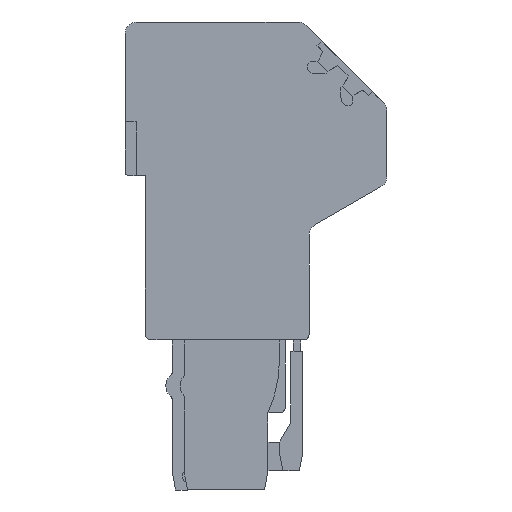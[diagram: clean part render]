
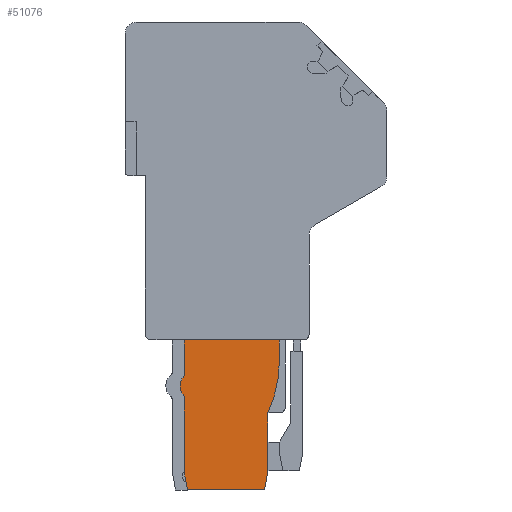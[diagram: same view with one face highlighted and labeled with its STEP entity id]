
A CAD part, left-side view. The second image highlights one B-rep face of the part: STEP entity #51076.
In plain terms, the highlighted planar face has unit normal (-1, 0, 0).
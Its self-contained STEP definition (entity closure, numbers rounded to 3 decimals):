
#50984=AXIS2_PLACEMENT_3D('Plane Axis2P3D',#50981,#50982,#50983) ;
#51004=AXIS2_PLACEMENT_3D('Circle Axis2P3D',#51002,#51003,$) ;
#51016=AXIS2_PLACEMENT_3D('Circle Axis2P3D',#51014,#51015,$) ;
#51023=AXIS2_PLACEMENT_3D('Circle Axis2P3D',#51021,#51022,$) ;
#51030=AXIS2_PLACEMENT_3D('Circle Axis2P3D',#51028,#51029,$) ;
#49166=CARTESIAN_POINT('Vertex',(0.69,17.75,13.15)) ;
#49169=CARTESIAN_POINT('Line Origine',(0.69,13.575,13.15)) ;
#49173=CARTESIAN_POINT('Vertex',(0.69,9.4,13.15)) ;
#50962=CARTESIAN_POINT('Line Origine',(0.69,17.75,11.619)) ;
#50966=CARTESIAN_POINT('Vertex',(0.69,17.75,10.089)) ;
#50981=CARTESIAN_POINT('Axis2P3D Location',(0.69,0.,0.)) ;
#50986=CARTESIAN_POINT('Line Origine',(0.69,10.55,0.851)) ;
#50990=CARTESIAN_POINT('Vertex',(0.69,10.7,0.)) ;
#50992=CARTESIAN_POINT('Vertex',(0.69,10.4,1.703)) ;
#50995=CARTESIAN_POINT('Line Origine',(0.69,10.4,4.229)) ;
#50999=CARTESIAN_POINT('Vertex',(0.69,10.4,6.755)) ;
#51002=CARTESIAN_POINT('Axis2P3D Location',(0.69,20.4,11.338)) ;
#51006=CARTESIAN_POINT('Vertex',(0.69,9.4,11.338)) ;
#51009=CARTESIAN_POINT('Line Origine',(0.69,9.4,12.244)) ;
#51014=CARTESIAN_POINT('Axis2P3D Location',(0.69,18.05,10.089)) ;
#51018=CARTESIAN_POINT('Vertex',(0.69,17.82,9.896)) ;
#51021=CARTESIAN_POINT('Axis2P3D Location',(0.69,16.9,9.126)) ;
#51025=CARTESIAN_POINT('Vertex',(0.69,17.82,8.355)) ;
#51028=CARTESIAN_POINT('Axis2P3D Location',(0.69,18.05,8.162)) ;
#51032=CARTESIAN_POINT('Vertex',(0.69,17.75,8.162)) ;
#51035=CARTESIAN_POINT('Line Origine',(0.69,17.75,4.88)) ;
#51039=CARTESIAN_POINT('Vertex',(0.69,17.75,1.597)) ;
#51042=CARTESIAN_POINT('Line Origine',(0.69,17.662,1.132)) ;
#51046=CARTESIAN_POINT('Vertex',(0.69,17.574,0.666)) ;
#51049=CARTESIAN_POINT('Line Origine',(0.69,17.515,0.333)) ;
#51053=CARTESIAN_POINT('Vertex',(0.69,17.456,0.)) ;
#51056=CARTESIAN_POINT('Line Origine',(0.69,14.078,0.)) ;
#49170=DIRECTION('Vector Direction',(0.,-1.,0.)) ;
#50963=DIRECTION('Vector Direction',(0.,0.,-1.)) ;
#50982=DIRECTION('Axis2P3D Direction',(1.,-0.,0.)) ;
#50983=DIRECTION('Axis2P3D XDirection',(0.,0.,-1.)) ;
#50987=DIRECTION('Vector Direction',(0.,-0.173,0.985)) ;
#50996=DIRECTION('Vector Direction',(0.,0.,-1.)) ;
#51003=DIRECTION('Axis2P3D Direction',(1.,-0.,0.)) ;
#51010=DIRECTION('Vector Direction',(0.,0.,1.)) ;
#51015=DIRECTION('Axis2P3D Direction',(1.,-0.,0.)) ;
#51022=DIRECTION('Axis2P3D Direction',(1.,-0.,0.)) ;
#51029=DIRECTION('Axis2P3D Direction',(1.,-0.,0.)) ;
#51036=DIRECTION('Vector Direction',(0.,0.,-1.)) ;
#51043=DIRECTION('Vector Direction',(0.,-0.186,-0.983)) ;
#51050=DIRECTION('Vector Direction',(0.,-0.174,-0.985)) ;
#51057=DIRECTION('Vector Direction',(0.,1.,0.)) ;
#49171=VECTOR('Line Direction',#49170,1.) ;
#50964=VECTOR('Line Direction',#50963,1.) ;
#50988=VECTOR('Line Direction',#50987,1.) ;
#50997=VECTOR('Line Direction',#50996,1.) ;
#51011=VECTOR('Line Direction',#51010,1.) ;
#51037=VECTOR('Line Direction',#51036,1.) ;
#51044=VECTOR('Line Direction',#51043,1.) ;
#51051=VECTOR('Line Direction',#51050,1.) ;
#51058=VECTOR('Line Direction',#51057,1.) ;
#51062=ORIENTED_EDGE('',*,*,#50994,.T.) ;
#51063=ORIENTED_EDGE('',*,*,#51001,.F.) ;
#51064=ORIENTED_EDGE('',*,*,#51008,.F.) ;
#51065=ORIENTED_EDGE('',*,*,#51013,.T.) ;
#51066=ORIENTED_EDGE('',*,*,#49175,.F.) ;
#51067=ORIENTED_EDGE('',*,*,#50968,.T.) ;
#51068=ORIENTED_EDGE('',*,*,#51020,.T.) ;
#51069=ORIENTED_EDGE('',*,*,#51027,.F.) ;
#51070=ORIENTED_EDGE('',*,*,#51034,.T.) ;
#51071=ORIENTED_EDGE('',*,*,#51041,.T.) ;
#51072=ORIENTED_EDGE('',*,*,#51048,.T.) ;
#51073=ORIENTED_EDGE('',*,*,#51055,.T.) ;
#51074=ORIENTED_EDGE('',*,*,#51060,.F.) ;
#51076=ADVANCED_FACE('V1',(#51075),#50985,.F.) ;
#51005=CIRCLE('generated circle',#51004,11.) ;
#51017=CIRCLE('generated circle',#51016,0.3) ;
#51024=CIRCLE('generated circle',#51023,1.2) ;
#51031=CIRCLE('generated circle',#51030,0.3) ;
#49175=EDGE_CURVE('',#49167,#49174,#49172,.T.) ;
#50968=EDGE_CURVE('',#49167,#50967,#50965,.T.) ;
#50994=EDGE_CURVE('',#50991,#50993,#50989,.T.) ;
#51001=EDGE_CURVE('',#51000,#50993,#50998,.T.) ;
#51008=EDGE_CURVE('',#51007,#51000,#51005,.T.) ;
#51013=EDGE_CURVE('',#51007,#49174,#51012,.T.) ;
#51020=EDGE_CURVE('',#50967,#51019,#51017,.T.) ;
#51027=EDGE_CURVE('',#51026,#51019,#51024,.T.) ;
#51034=EDGE_CURVE('',#51026,#51033,#51031,.T.) ;
#51041=EDGE_CURVE('',#51033,#51040,#51038,.T.) ;
#51048=EDGE_CURVE('',#51040,#51047,#51045,.T.) ;
#51055=EDGE_CURVE('',#51047,#51054,#51052,.T.) ;
#51060=EDGE_CURVE('',#50991,#51054,#51059,.T.) ;
#51061=EDGE_LOOP('',(#51062,#51063,#51064,#51065,#51066,#51067,#51068,#51069,#51070,#51071,#51072,#51073,#51074)) ;
#51075=FACE_OUTER_BOUND('',#51061,.T.) ;
#49172=LINE('Line',#49169,#49171) ;
#50965=LINE('Line',#50962,#50964) ;
#50989=LINE('Line',#50986,#50988) ;
#50998=LINE('Line',#50995,#50997) ;
#51012=LINE('Line',#51009,#51011) ;
#51038=LINE('Line',#51035,#51037) ;
#51045=LINE('Line',#51042,#51044) ;
#51052=LINE('Line',#51049,#51051) ;
#51059=LINE('Line',#51056,#51058) ;
#50985=PLANE('',#50984) ;
#49167=VERTEX_POINT('',#49166) ;
#49174=VERTEX_POINT('',#49173) ;
#50967=VERTEX_POINT('',#50966) ;
#50991=VERTEX_POINT('',#50990) ;
#50993=VERTEX_POINT('',#50992) ;
#51000=VERTEX_POINT('',#50999) ;
#51007=VERTEX_POINT('',#51006) ;
#51019=VERTEX_POINT('',#51018) ;
#51026=VERTEX_POINT('',#51025) ;
#51033=VERTEX_POINT('',#51032) ;
#51040=VERTEX_POINT('',#51039) ;
#51047=VERTEX_POINT('',#51046) ;
#51054=VERTEX_POINT('',#51053) ;
